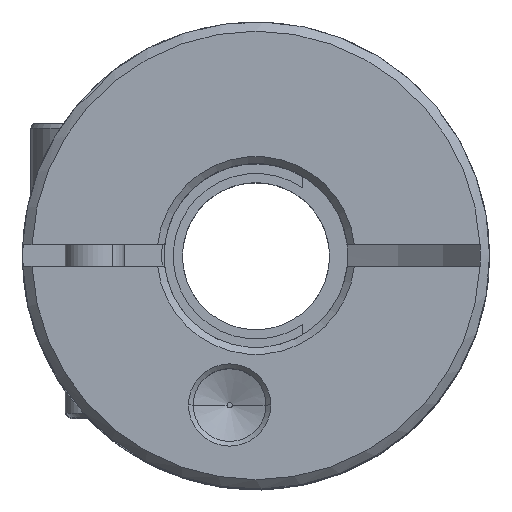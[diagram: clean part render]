
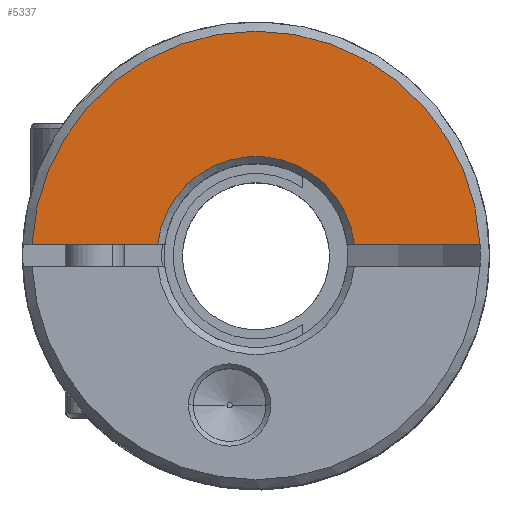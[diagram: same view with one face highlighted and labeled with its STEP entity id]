
A CAD part, top view. The second image highlights one B-rep face of the part: STEP entity #5337.
In plain terms, the highlighted planar face has unit normal (0, 0, 1).
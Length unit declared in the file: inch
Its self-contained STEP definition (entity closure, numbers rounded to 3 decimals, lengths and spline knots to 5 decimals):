
#1759=CARTESIAN_POINT('',(0.47943,0.02343,0.35));
#1764=CARTESIAN_POINT('',(0.,0.,0.35));
#1765=DIRECTION('',(0.,0.,1.));
#1766=DIRECTION('',(0.999,0.049,0.));
#1767=AXIS2_PLACEMENT_3D('',#1764,#1765,#1766);
#1774=CARTESIAN_POINT('',(-0.47943,0.02344,0.35));
#2019=DIRECTION('',(1.,0.,0.));
#2020=VECTOR('',#2019,0.26888);
#2021=CARTESIAN_POINT('',(0.21055,0.02344,0.35));
#2022=LINE('',#2021,#2020);
#2023=CARTESIAN_POINT('',(0.,0.,0.35));
#2024=DIRECTION('',(0.,0.,-1.));
#2025=DIRECTION('',(-0.994,0.111,0.));
#2026=AXIS2_PLACEMENT_3D('',#2023,#2024,#2025);
#2028=DIRECTION('',(-1.,0.,0.));
#2029=VECTOR('',#2028,0.26888);
#2030=CARTESIAN_POINT('',(-0.21055,0.02344,0.35));
#2031=LINE('',#2030,#2029);
#3033=VERTEX_POINT('',#1759);
#3034=VERTEX_POINT('',#1774);
#3047=CARTESIAN_POINT('',(-0.21055,0.02344,0.35));
#3048=VERTEX_POINT('',#3047);
#3049=CARTESIAN_POINT('',(0.21055,0.02344,0.35));
#3050=VERTEX_POINT('',#3049);
#5324=CARTESIAN_POINT('',(0.,0.,0.35));
#5325=DIRECTION('',(0.,0.,1.));
#5326=DIRECTION('',(1.,0.,0.));
#5327=AXIS2_PLACEMENT_3D('',#5324,#5325,#5326);
#5328=PLANE('',#5327);
#5329=ORIENTED_EDGE('',*,*,#4819,.F.);
#5330=ORIENTED_EDGE('',*,*,#5307,.F.);
#5332=ORIENTED_EDGE('',*,*,#5331,.F.);
#5334=ORIENTED_EDGE('',*,*,#5333,.T.);
#5335=EDGE_LOOP('',(#5329,#5330,#5332,#5334));
#5336=FACE_OUTER_BOUND('',#5335,.F.);
#1768=CIRCLE('',#1767,0.48);
#2027=CIRCLE('',#2026,0.21185);
#4819=EDGE_CURVE('',#3033,#3034,#1768,.T.);
#5307=EDGE_CURVE('',#3050,#3033,#2022,.T.);
#5331=EDGE_CURVE('',#3048,#3050,#2027,.T.);
#5333=EDGE_CURVE('',#3048,#3034,#2031,.T.);
#5337=ADVANCED_FACE('',(#5336),#5328,.T.);
